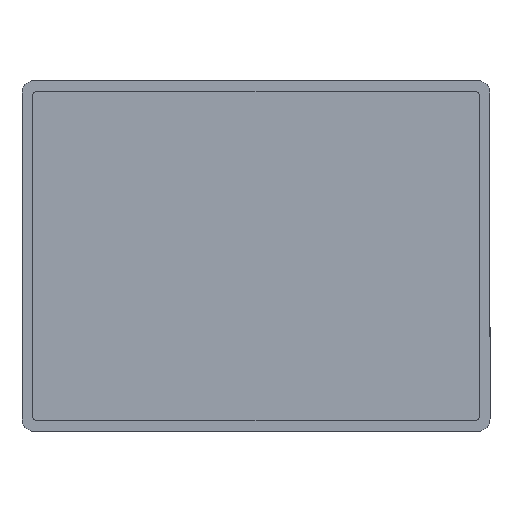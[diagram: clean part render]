
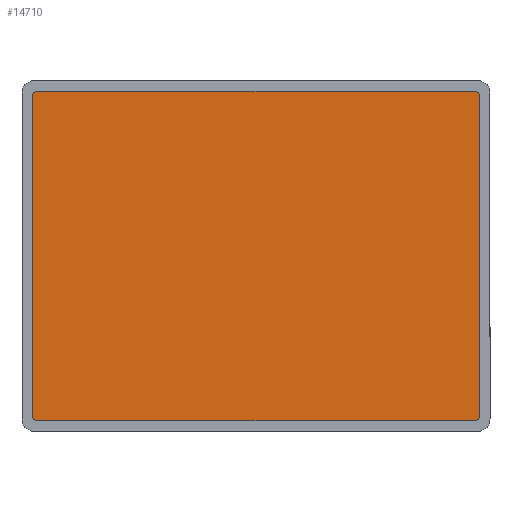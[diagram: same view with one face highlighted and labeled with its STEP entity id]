
A CAD part, front view. The second image highlights one B-rep face of the part: STEP entity #14710.
In plain terms, the highlighted planar face has unit normal (0, -1, 0).
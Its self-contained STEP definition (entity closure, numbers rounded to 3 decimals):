
#291 = EDGE_CURVE ( 'NONE', #5534, #18302, #7801, .T. ) ;
#395 = DIRECTION ( 'NONE',  ( 0., 0., 1. ) ) ;
#512 = CIRCLE ( 'NONE', #14498, 9. ) ;
#524 = VECTOR ( 'NONE', #7792, 1000. ) ;
#1093 = CARTESIAN_POINT ( 'NONE',  ( 382., 0., 273. ) ) ;
#1177 = CARTESIAN_POINT ( 'NONE',  ( 373., 0., 282. ) ) ;
#2444 = CARTESIAN_POINT ( 'NONE',  ( -382., 0., -273. ) ) ;
#3103 = DIRECTION ( 'NONE',  ( 0., 1., 0. ) ) ;
#3297 = CARTESIAN_POINT ( 'NONE',  ( 373., 0., 273. ) ) ;
#3317 = LINE ( 'NONE', #12278, #524 ) ;
#3774 = AXIS2_PLACEMENT_3D ( 'NONE', #19390, #4239, #5732 ) ;
#3922 = ORIENTED_EDGE ( 'NONE', *, *, #12360, .F. ) ;
#3970 = AXIS2_PLACEMENT_3D ( 'NONE', #3297, #3103, #10673 ) ;
#4057 = AXIS2_PLACEMENT_3D ( 'NONE', #17620, #10043, #17719 ) ;
#4239 = DIRECTION ( 'NONE',  ( 0., 1., 0. ) ) ;
#4367 = EDGE_CURVE ( 'NONE', #14732, #17466, #12853, .T. ) ;
#4454 = VECTOR ( 'NONE', #10032, 1000. ) ;
#4975 = CARTESIAN_POINT ( 'NONE',  ( 382., 0., -273. ) ) ;
#5048 = CIRCLE ( 'NONE', #3774, 9. ) ;
#5309 = DIRECTION ( 'NONE',  ( 0., 0., 1. ) ) ;
#5534 = VERTEX_POINT ( 'NONE', #4975 ) ;
#5732 = DIRECTION ( 'NONE',  ( 0., 0., 1. ) ) ;
#5818 = ORIENTED_EDGE ( 'NONE', *, *, #13383, .F. ) ;
#6220 = CARTESIAN_POINT ( 'NONE',  ( 373., 0., -273. ) ) ;
#6786 = DIRECTION ( 'NONE',  ( 0., 1., 0. ) ) ;
#6828 = CARTESIAN_POINT ( 'NONE',  ( -373., 0., -282. ) ) ;
#7114 = ORIENTED_EDGE ( 'NONE', *, *, #16685, .F. ) ;
#7128 = VERTEX_POINT ( 'NONE', #13075 ) ;
#7792 = DIRECTION ( 'NONE',  ( 0., 0., -1. ) ) ;
#7801 = CIRCLE ( 'NONE', #8752, 9. ) ;
#7966 = ORIENTED_EDGE ( 'NONE', *, *, #9663, .F. ) ;
#8752 = AXIS2_PLACEMENT_3D ( 'NONE', #6220, #13700, #15391 ) ;
#9167 = EDGE_LOOP ( 'NONE', ( #3922, #7114, #9171, #7966, #17170, #18702, #15948, #5818 ) ) ;
#9171 = ORIENTED_EDGE ( 'NONE', *, *, #291, .F. ) ;
#9410 = VECTOR ( 'NONE', #395, 1000. ) ;
#9663 = EDGE_CURVE ( 'NONE', #17466, #5534, #3317, .T. ) ;
#9675 = VERTEX_POINT ( 'NONE', #15457 ) ;
#10032 = DIRECTION ( 'NONE',  ( -1., 0., 0. ) ) ;
#10043 = DIRECTION ( 'NONE',  ( 0., 1., 0. ) ) ;
#10673 = DIRECTION ( 'NONE',  ( 0., 0., 1. ) ) ;
#11544 = PLANE ( 'NONE',  #4057 ) ;
#12278 = CARTESIAN_POINT ( 'NONE',  ( 382., 0., 273. ) ) ;
#12360 = EDGE_CURVE ( 'NONE', #19625, #13930, #5048, .T. ) ;
#12727 = LINE ( 'NONE', #6828, #4454 ) ;
#12853 = CIRCLE ( 'NONE', #3970, 9. ) ;
#13075 = CARTESIAN_POINT ( 'NONE',  ( -382., 0., 273. ) ) ;
#13383 = EDGE_CURVE ( 'NONE', #13930, #7128, #13639, .T. ) ;
#13639 = LINE ( 'NONE', #18621, #9410 ) ;
#13700 = DIRECTION ( 'NONE',  ( 0., 1., 0. ) ) ;
#13930 = VERTEX_POINT ( 'NONE', #2444 ) ;
#14369 = CARTESIAN_POINT ( 'NONE',  ( -373., 0., 273. ) ) ;
#14498 = AXIS2_PLACEMENT_3D ( 'NONE', #14369, #6786, #5309 ) ;
#14571 = DIRECTION ( 'NONE',  ( 1., 0., 0. ) ) ;
#14694 = CARTESIAN_POINT ( 'NONE',  ( 373., 0., -282. ) ) ;
#14710 = ADVANCED_FACE ( 'NONE', ( #19123 ), #11544, .F. ) ;
#14732 = VERTEX_POINT ( 'NONE', #1177 ) ;
#15391 = DIRECTION ( 'NONE',  ( 0., 0., 1. ) ) ;
#15457 = CARTESIAN_POINT ( 'NONE',  ( -373., 0., 282. ) ) ;
#15872 = LINE ( 'NONE', #17575, #19605 ) ;
#15948 = ORIENTED_EDGE ( 'NONE', *, *, #18738, .F. ) ;
#15979 = CARTESIAN_POINT ( 'NONE',  ( -373., 0., -282. ) ) ;
#16685 = EDGE_CURVE ( 'NONE', #18302, #19625, #12727, .T. ) ;
#17170 = ORIENTED_EDGE ( 'NONE', *, *, #4367, .F. ) ;
#17466 = VERTEX_POINT ( 'NONE', #1093 ) ;
#17575 = CARTESIAN_POINT ( 'NONE',  ( -373., 0., 282. ) ) ;
#17620 = CARTESIAN_POINT ( 'NONE',  ( -373., 0., -273. ) ) ;
#17719 = DIRECTION ( 'NONE',  ( 0., 0., 1. ) ) ;
#18302 = VERTEX_POINT ( 'NONE', #14694 ) ;
#18621 = CARTESIAN_POINT ( 'NONE',  ( -382., 0., 273. ) ) ;
#18628 = EDGE_CURVE ( 'NONE', #9675, #14732, #15872, .T. ) ;
#18702 = ORIENTED_EDGE ( 'NONE', *, *, #18628, .F. ) ;
#18738 = EDGE_CURVE ( 'NONE', #7128, #9675, #512, .T. ) ;
#19123 = FACE_OUTER_BOUND ( 'NONE', #9167, .T. ) ;
#19390 = CARTESIAN_POINT ( 'NONE',  ( -373., 0., -273. ) ) ;
#19605 = VECTOR ( 'NONE', #14571, 1000. ) ;
#19625 = VERTEX_POINT ( 'NONE', #15979 ) ;
